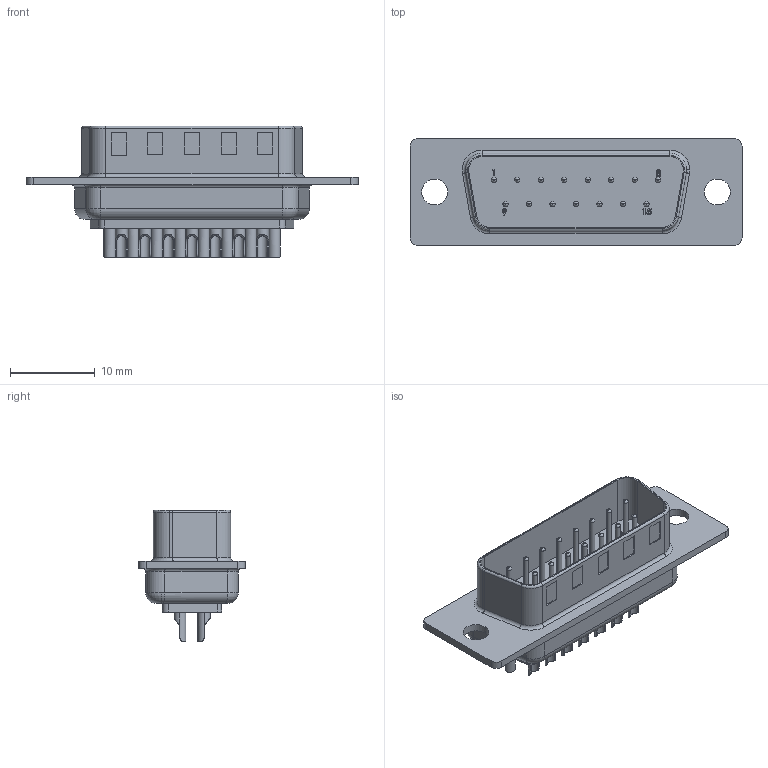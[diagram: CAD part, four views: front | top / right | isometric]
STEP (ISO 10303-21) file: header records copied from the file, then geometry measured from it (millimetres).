
FILE_DESCRIPTION (( 'STEP AP214' ), '1' );
FILE_NAME ('171-015-103.STEP', '2019-07-09T19:00:10', ( '' ), ( '' ), 'SwSTEP 2.0', 'SolidWorks 2017', '' );
FILE_SCHEMA (( 'AUTOMOTIVE_DESIGN' ));
Length unit declared in the file: millimetre
Products named in the file (1): 171-015-103
Bounding box: 39.15 x 12.6 x 15.52 mm (x, y, z)
Volume: 1909.2 mm3; surface area: 2691.8 mm2
Topology: 1 solids, 1 shells, 553 faces, 1325 edges, 842 vertices
Faces by surface type: plane 234, cylinder 205, bspline 64, torus 50
Entity records: 23110 total; most frequent: CARTESIAN_POINT 7239, ORIENTED_EDGE 2650, DIRECTION 2381, EDGE_CURVE 1325, VERTEX_POINT 842, AXIS2_PLACEMENT_3D 840, VECTOR 701, LINE 701
